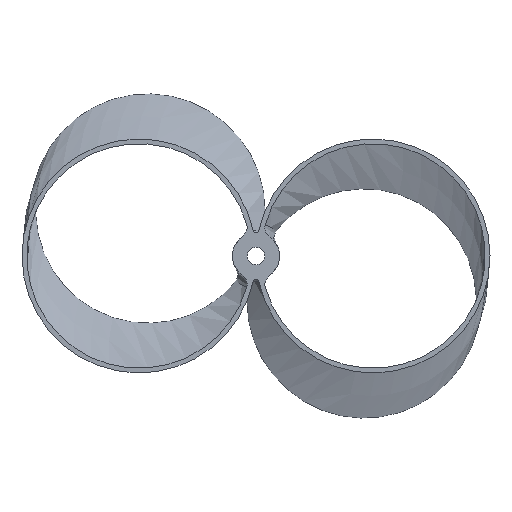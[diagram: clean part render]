
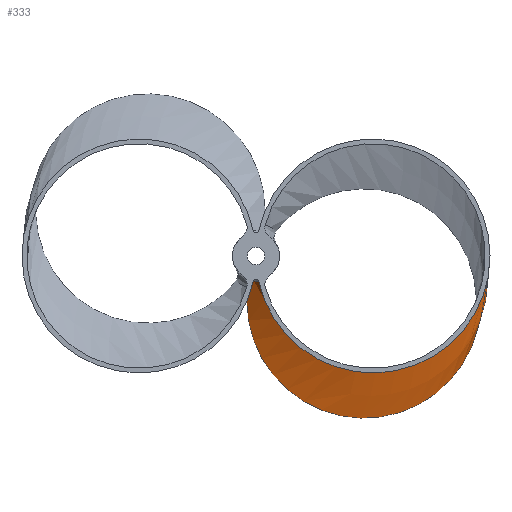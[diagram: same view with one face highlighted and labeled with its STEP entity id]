
A CAD part, top view. The second image highlights one B-rep face of the part: STEP entity #333.
In plain terms, the highlighted free-form (B-spline) face has degree [3, 2] with [7, 3] control points.
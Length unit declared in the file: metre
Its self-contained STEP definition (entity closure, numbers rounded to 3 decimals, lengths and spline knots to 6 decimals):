
#53=B_SPLINE_CURVE_WITH_KNOTS('',3,(#670,#671,#672,#673),.UNSPECIFIED.,
 .F.,.F.,(4,4),(0.,0.004841),.UNSPECIFIED.);
#54=B_SPLINE_CURVE_WITH_KNOTS('',3,(#674,#675,#676,#677),.UNSPECIFIED.,
 .F.,.F.,(4,4),(0.,0.004841),.UNSPECIFIED.);
#111=ORIENTED_EDGE('',*,*,#187,.T.);
#112=ORIENTED_EDGE('',*,*,#203,.T.);
#113=ORIENTED_EDGE('',*,*,#174,.F.);
#114=ORIENTED_EDGE('',*,*,#204,.T.);
#174=EDGE_CURVE('',#223,#224,#251,.F.);
#187=EDGE_CURVE('',#234,#235,#257,.F.);
#203=EDGE_CURVE('',#235,#224,#53,.T.);
#204=EDGE_CURVE('',#223,#234,#54,.T.);
#223=VERTEX_POINT('',#536);
#224=VERTEX_POINT('',#538);
#234=VERTEX_POINT('',#589);
#235=VERTEX_POINT('',#590);
#251=CIRCLE('',#373,0.03175);
#257=CIRCLE('',#380,0.03175);
#275=EDGE_LOOP('',(#111,#112,#113,#114));
#301=FACE_BOUND('',#275,.T.);
#317=(
BOUNDED_SURFACE()
B_SPLINE_SURFACE(3,2,((#649,#650,#651),(#652,#653,#654),(#655,#656,#657),
(#658,#659,#660),(#661,#662,#663),(#664,#665,#666),(#667,#668,#669)),
 .UNSPECIFIED.,.F.,.F.,.F.)
B_SPLINE_SURFACE_WITH_KNOTS((4,3,4),(3,3),(0.,0.5,1.),(0.,0.440129),
 .PIECEWISE_BEZIER_KNOTS.)
GEOMETRIC_REPRESENTATION_ITEM()
RATIONAL_B_SPLINE_SURFACE(((1.,0.978,0.995),(0.401,
0.392,0.398),(0.401,0.392,
0.398),(1.,0.978,0.995),(0.401,
0.392,0.398),(0.401,0.392,
0.398),(1.,0.978,0.995)))
REPRESENTATION_ITEM('')
SURFACE()
);
#333=ADVANCED_FACE('',(#301),#317,.T.);
#373=AXIS2_PLACEMENT_3D('',#537,#408,#409);
#380=AXIS2_PLACEMENT_3D('',#588,#422,#423);
#408=DIRECTION('',(0.,0.,1.));
#409=DIRECTION('',(0.923,-0.386,0.));
#422=DIRECTION('',(0.,0.,1.));
#423=DIRECTION('',(1.,0.,0.));
#536=CARTESIAN_POINT('',(0.003337,0.006044,-0.000001));
#537=CARTESIAN_POINT('',(0.029295,-0.012241,0.));
#538=CARTESIAN_POINT('',(-0.001952,-0.006623,-0.000001));
#588=CARTESIAN_POINT('',(0.03175,0.,0.004));
#589=CARTESIAN_POINT('',(0.000751,0.006864,0.004));
#590=CARTESIAN_POINT('',(0.000751,-0.006864,0.004));
#649=CARTESIAN_POINT('',(0.000645,0.006367,0.004));
#650=CARTESIAN_POINT('',(0.00192,0.006238,0.00201));
#651=CARTESIAN_POINT('',(0.003048,0.005628,-0.000002));
#652=CARTESIAN_POINT('',(0.01119,0.057877,0.004));
#653=CARTESIAN_POINT('',(0.022782,0.055636,0.00201));
#654=CARTESIAN_POINT('',(0.032617,0.049103,-0.000002));
#655=CARTESIAN_POINT('',(0.0635,0.052578,0.004));
#656=CARTESIAN_POINT('',(0.074031,0.039859,0.00201));
#657=CARTESIAN_POINT('',(0.078851,0.024066,-0.000002));
#658=CARTESIAN_POINT('',(0.0635,0.,0.004));
#659=CARTESIAN_POINT('',(0.0635,-0.012719,0.00201));
#660=CARTESIAN_POINT('',(0.058601,-0.024456,-0.000002));
#661=CARTESIAN_POINT('',(0.0635,-0.052578,0.004));
#662=CARTESIAN_POINT('',(0.052969,-0.065297,0.00201));
#663=CARTESIAN_POINT('',(0.038351,-0.072979,-0.000002));
#664=CARTESIAN_POINT('',(0.01119,-0.057877,0.004));
#665=CARTESIAN_POINT('',(-0.000403,-0.060119,0.00201));
#666=CARTESIAN_POINT('',(-0.011965,-0.057722,-0.000002));
#667=CARTESIAN_POINT('',(0.000645,-0.006367,0.004));
#668=CARTESIAN_POINT('',(-0.00063,-0.006497,0.00201));
#669=CARTESIAN_POINT('',(-0.001857,-0.006125,-0.000002));
#670=CARTESIAN_POINT('',(0.000751,-0.006864,0.004));
#671=CARTESIAN_POINT('',(-0.000165,-0.006963,0.002675));
#672=CARTESIAN_POINT('',(-0.001072,-0.006881,0.00133));
#673=CARTESIAN_POINT('',(-0.001951,-0.006623,-0.000002));
#674=CARTESIAN_POINT('',(0.003336,0.006045,-0.000002));
#675=CARTESIAN_POINT('',(0.002534,0.006487,0.00133));
#676=CARTESIAN_POINT('',(0.001666,0.006763,0.002675));
#677=CARTESIAN_POINT('',(0.000751,0.006864,0.004));
